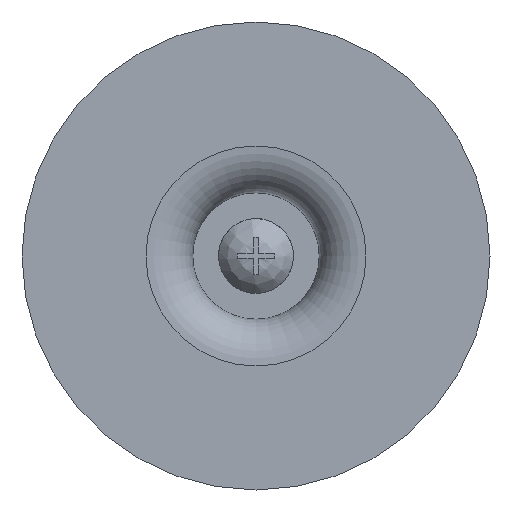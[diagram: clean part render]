
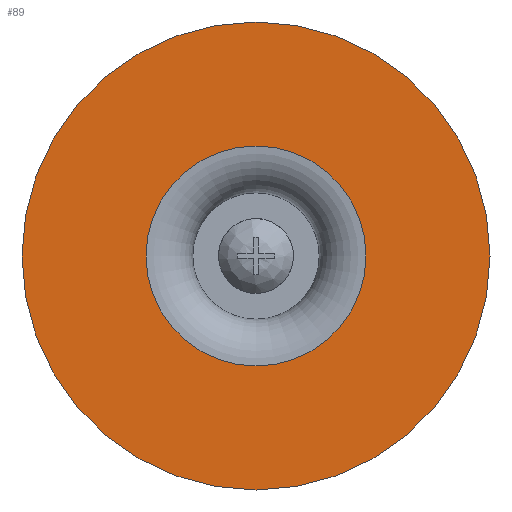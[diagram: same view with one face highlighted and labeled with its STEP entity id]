
A CAD part, front view. The second image highlights one B-rep face of the part: STEP entity #89.
In plain terms, the highlighted planar face has unit normal (0, -1, 0).
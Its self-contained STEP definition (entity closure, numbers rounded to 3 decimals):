
#89 = ADVANCED_FACE( '', ( #211, #212 ), #213, .F. );
#211 = FACE_BOUND( '', #366, .T. );
#212 = FACE_OUTER_BOUND( '', #367, .T. );
#213 = PLANE( '', #368 );
#366 = EDGE_LOOP( '', ( #585 ) );
#367 = EDGE_LOOP( '', ( #586 ) );
#368 = AXIS2_PLACEMENT_3D( '', #587, #588, #589 );
#585 = ORIENTED_EDGE( '', *, *, #905, .F. );
#586 = ORIENTED_EDGE( '', *, *, #907, .T. );
#587 = CARTESIAN_POINT( '', ( 25., 0., 0. ) );
#588 = DIRECTION( '', ( 0., 1., 0. ) );
#589 = DIRECTION( '', ( 0., 0., 1. ) );
#905 = EDGE_CURVE( '', #1063, #1063, #1064, .T. );
#907 = EDGE_CURVE( '', #1066, #1066, #1067, .T. );
#1063 = VERTEX_POINT( '', #1303 );
#1064 = CIRCLE( '', #1304, 11.75 );
#1066 = VERTEX_POINT( '', #1306 );
#1067 = CIRCLE( '', #1307, 25. );
#1303 = CARTESIAN_POINT( '', ( 0., 0., -11.75 ) );
#1304 = AXIS2_PLACEMENT_3D( '', #1622, #1623, #1624 );
#1306 = CARTESIAN_POINT( '', ( 0., 0., -25. ) );
#1307 = AXIS2_PLACEMENT_3D( '', #1625, #1626, #1627 );
#1622 = CARTESIAN_POINT( '', ( 0., 0., 0. ) );
#1623 = DIRECTION( '', ( 0., -1., 0. ) );
#1624 = DIRECTION( '', ( 0., 0., -1. ) );
#1625 = CARTESIAN_POINT( '', ( 0., 0., 0. ) );
#1626 = DIRECTION( '', ( 0., -1., 0. ) );
#1627 = DIRECTION( '', ( 0., 0., -1. ) );
